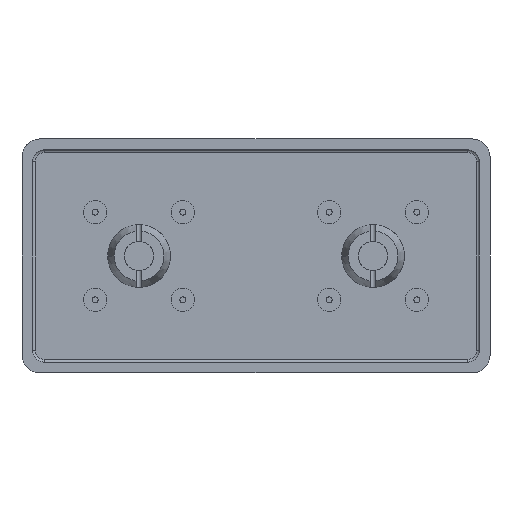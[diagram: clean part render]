
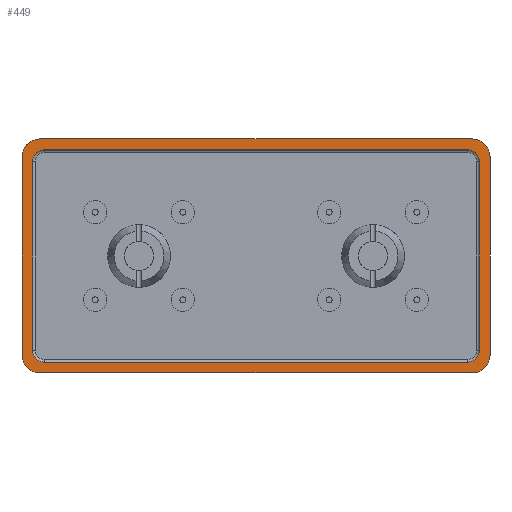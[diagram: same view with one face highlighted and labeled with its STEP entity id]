
A CAD part, left-side view. The second image highlights one B-rep face of the part: STEP entity #449.
In plain terms, the highlighted planar face has unit normal (-1, 0, 0).
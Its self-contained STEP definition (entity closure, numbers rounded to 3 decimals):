
#9 = AXIS2_PLACEMENT_3D ( 'NONE', #2497, #1710, #1437 ) ;
#18 = VERTEX_POINT ( 'NONE', #1843 ) ;
#41 = CARTESIAN_POINT ( 'NONE',  ( 0., 37., -20. ) ) ;
#45 = CARTESIAN_POINT ( 'NONE',  ( 0., -36.2, 18.15 ) ) ;
#60 = LINE ( 'NONE', #2355, #2793 ) ;
#98 = VECTOR ( 'NONE', #1743, 1000. ) ;
#124 = DIRECTION ( 'NONE',  ( 0., 0., -1. ) ) ;
#131 = CARTESIAN_POINT ( 'NONE',  ( 0., 38.2, 16.15 ) ) ;
#174 = VERTEX_POINT ( 'NONE', #2989 ) ;
#207 = VERTEX_POINT ( 'NONE', #1413 ) ;
#255 = LINE ( 'NONE', #2247, #2285 ) ;
#256 = ORIENTED_EDGE ( 'NONE', *, *, #2031, .F. ) ;
#270 = DIRECTION ( 'NONE',  ( 0., 1., 0. ) ) ;
#285 = ORIENTED_EDGE ( 'NONE', *, *, #2635, .F. ) ;
#286 = ORIENTED_EDGE ( 'NONE', *, *, #1874, .F. ) ;
#294 = EDGE_CURVE ( 'NONE', #2741, #3025, #2509, .T. ) ;
#308 = EDGE_CURVE ( 'NONE', #18, #3284, #1098, .T. ) ;
#350 = CARTESIAN_POINT ( 'NONE',  ( 0., -40., -17. ) ) ;
#449 = ADVANCED_FACE ( 'NONE', ( #2253, #599 ), #500, .F. ) ;
#455 = ORIENTED_EDGE ( 'NONE', *, *, #1451, .F. ) ;
#472 = ORIENTED_EDGE ( 'NONE', *, *, #655, .F. ) ;
#500 = PLANE ( 'NONE',  #2070 ) ;
#571 = LINE ( 'NONE', #2823, #3264 ) ;
#587 = CARTESIAN_POINT ( 'NONE',  ( 0., -37., -17. ) ) ;
#599 = FACE_BOUND ( 'NONE', #2887, .T. ) ;
#631 = AXIS2_PLACEMENT_3D ( 'NONE', #1695, #3384, #1790 ) ;
#655 = EDGE_CURVE ( 'NONE', #1191, #2612, #1888, .T. ) ;
#748 = VERTEX_POINT ( 'NONE', #3034 ) ;
#778 = DIRECTION ( 'NONE',  ( -1., 0., 0. ) ) ;
#800 = DIRECTION ( 'NONE',  ( 0., 0., -1. ) ) ;
#807 = ORIENTED_EDGE ( 'NONE', *, *, #1712, .F. ) ;
#813 = CIRCLE ( 'NONE', #981, 3. ) ;
#832 = DIRECTION ( 'NONE',  ( 0., 0., 1. ) ) ;
#857 = DIRECTION ( 'NONE',  ( 0., 0., -1. ) ) ;
#910 = DIRECTION ( 'NONE',  ( 1., 0., 0. ) ) ;
#915 = LINE ( 'NONE', #1343, #2291 ) ;
#981 = AXIS2_PLACEMENT_3D ( 'NONE', #2505, #910, #124 ) ;
#1056 = CARTESIAN_POINT ( 'NONE',  ( 0., -36.2, -18.15 ) ) ;
#1091 = CARTESIAN_POINT ( 'NONE',  ( 0., 36.2, 18.15 ) ) ;
#1093 = EDGE_CURVE ( 'NONE', #2290, #18, #1122, .T. ) ;
#1098 = LINE ( 'NONE', #3317, #1724 ) ;
#1120 = CARTESIAN_POINT ( 'NONE',  ( 0., -38.2, 16.15 ) ) ;
#1122 = CIRCLE ( 'NONE', #2052, 3. ) ;
#1191 = VERTEX_POINT ( 'NONE', #1120 ) ;
#1246 = ORIENTED_EDGE ( 'NONE', *, *, #2536, .F. ) ;
#1295 = CARTESIAN_POINT ( 'NONE',  ( 0., 36.2, 16.15 ) ) ;
#1343 = CARTESIAN_POINT ( 'NONE',  ( 0., -38.2, -8.075 ) ) ;
#1347 = VECTOR ( 'NONE', #2000, 1000. ) ;
#1413 = CARTESIAN_POINT ( 'NONE',  ( 0., 40., -17. ) ) ;
#1437 = DIRECTION ( 'NONE',  ( 0., 0., -1. ) ) ;
#1451 = EDGE_CURVE ( 'NONE', #2904, #1944, #3254, .T. ) ;
#1482 = DIRECTION ( 'NONE',  ( 0., 0., -1. ) ) ;
#1497 = EDGE_CURVE ( 'NONE', #174, #2741, #1997, .T. ) ;
#1579 = DIRECTION ( 'NONE',  ( 0., 0., -1. ) ) ;
#1623 = CARTESIAN_POINT ( 'NONE',  ( 0., 37., 17. ) ) ;
#1645 = CARTESIAN_POINT ( 'NONE',  ( 0., -37., 20. ) ) ;
#1693 = CARTESIAN_POINT ( 'NONE',  ( 0., 18.1, -18.15 ) ) ;
#1695 = CARTESIAN_POINT ( 'NONE',  ( 0., -36.2, -16.15 ) ) ;
#1710 = DIRECTION ( 'NONE',  ( 1., 0., 0. ) ) ;
#1712 = EDGE_CURVE ( 'NONE', #3025, #2290, #255, .T. ) ;
#1714 = LINE ( 'NONE', #1693, #2216 ) ;
#1724 = VECTOR ( 'NONE', #3026, 1000. ) ;
#1743 = DIRECTION ( 'NONE',  ( 0., 0., -1. ) ) ;
#1779 = DIRECTION ( 'NONE',  ( 0., 1., 0. ) ) ;
#1790 = DIRECTION ( 'NONE',  ( 0., 0., -1. ) ) ;
#1828 = ORIENTED_EDGE ( 'NONE', *, *, #3225, .F. ) ;
#1843 = CARTESIAN_POINT ( 'NONE',  ( 0., -37., -20. ) ) ;
#1870 = CARTESIAN_POINT ( 'NONE',  ( 0., 40., 17. ) ) ;
#1874 = EDGE_CURVE ( 'NONE', #2612, #2195, #571, .T. ) ;
#1888 = CIRCLE ( 'NONE', #2237, 2. ) ;
#1894 = DIRECTION ( 'NONE',  ( 1., 0., 0. ) ) ;
#1944 = VERTEX_POINT ( 'NONE', #2809 ) ;
#1972 = ORIENTED_EDGE ( 'NONE', *, *, #1093, .F. ) ;
#1997 = LINE ( 'NONE', #3333, #1347 ) ;
#2000 = DIRECTION ( 'NONE',  ( 0., -1., 0. ) ) ;
#2031 = EDGE_CURVE ( 'NONE', #2195, #2904, #2637, .T. ) ;
#2052 = AXIS2_PLACEMENT_3D ( 'NONE', #587, #3297, #857 ) ;
#2070 = AXIS2_PLACEMENT_3D ( 'NONE', #2349, #2614, #2886 ) ;
#2071 = DIRECTION ( 'NONE',  ( 0., 0., 1. ) ) ;
#2156 = ORIENTED_EDGE ( 'NONE', *, *, #294, .F. ) ;
#2189 = ORIENTED_EDGE ( 'NONE', *, *, #2383, .F. ) ;
#2195 = VERTEX_POINT ( 'NONE', #1091 ) ;
#2196 = EDGE_CURVE ( 'NONE', #748, #3286, #1714, .T. ) ;
#2216 = VECTOR ( 'NONE', #3011, 1000. ) ;
#2237 = AXIS2_PLACEMENT_3D ( 'NONE', #2779, #3375, #1482 ) ;
#2247 = CARTESIAN_POINT ( 'NONE',  ( 0., -40., -8.5 ) ) ;
#2253 = FACE_OUTER_BOUND ( 'NONE', #2859, .T. ) ;
#2268 = CARTESIAN_POINT ( 'NONE',  ( 0., -40., 17. ) ) ;
#2285 = VECTOR ( 'NONE', #2798, 1000. ) ;
#2290 = VERTEX_POINT ( 'NONE', #350 ) ;
#2291 = VECTOR ( 'NONE', #832, 1000. ) ;
#2301 = CIRCLE ( 'NONE', #2571, 2. ) ;
#2349 = CARTESIAN_POINT ( 'NONE',  ( 0., 0., 0. ) ) ;
#2355 = CARTESIAN_POINT ( 'NONE',  ( 0., 40., 8.5 ) ) ;
#2383 = EDGE_CURVE ( 'NONE', #3286, #2473, #2421, .T. ) ;
#2390 = EDGE_CURVE ( 'NONE', #3284, #207, #813, .T. ) ;
#2421 = CIRCLE ( 'NONE', #631, 2. ) ;
#2423 = ORIENTED_EDGE ( 'NONE', *, *, #2196, .F. ) ;
#2473 = VERTEX_POINT ( 'NONE', #3106 ) ;
#2474 = ORIENTED_EDGE ( 'NONE', *, *, #1497, .F. ) ;
#2497 = CARTESIAN_POINT ( 'NONE',  ( 0., -37., 17. ) ) ;
#2505 = CARTESIAN_POINT ( 'NONE',  ( 0., 37., -17. ) ) ;
#2509 = CIRCLE ( 'NONE', #9, 3. ) ;
#2531 = AXIS2_PLACEMENT_3D ( 'NONE', #1295, #778, #1579 ) ;
#2536 = EDGE_CURVE ( 'NONE', #207, #3247, #60, .T. ) ;
#2540 = CIRCLE ( 'NONE', #3076, 3. ) ;
#2571 = AXIS2_PLACEMENT_3D ( 'NONE', #3216, #3237, #270 ) ;
#2612 = VERTEX_POINT ( 'NONE', #45 ) ;
#2614 = DIRECTION ( 'NONE',  ( 1., 0., 0. ) ) ;
#2635 = EDGE_CURVE ( 'NONE', #2473, #1191, #915, .T. ) ;
#2637 = CIRCLE ( 'NONE', #2531, 2. ) ;
#2671 = ORIENTED_EDGE ( 'NONE', *, *, #2673, .F. ) ;
#2673 = EDGE_CURVE ( 'NONE', #3247, #174, #2540, .T. ) ;
#2740 = ORIENTED_EDGE ( 'NONE', *, *, #308, .F. ) ;
#2741 = VERTEX_POINT ( 'NONE', #1645 ) ;
#2779 = CARTESIAN_POINT ( 'NONE',  ( 0., -36.2, 16.15 ) ) ;
#2793 = VECTOR ( 'NONE', #2071, 1000. ) ;
#2798 = DIRECTION ( 'NONE',  ( 0., 0., -1. ) ) ;
#2809 = CARTESIAN_POINT ( 'NONE',  ( 0., 38.2, -16.15 ) ) ;
#2823 = CARTESIAN_POINT ( 'NONE',  ( 0., -18.1, 18.15 ) ) ;
#2859 = EDGE_LOOP ( 'NONE', ( #3088, #2740, #1972, #807, #2156, #2474, #2671, #1246 ) ) ;
#2886 = DIRECTION ( 'NONE',  ( 0., 0., -1. ) ) ;
#2887 = EDGE_LOOP ( 'NONE', ( #1828, #455, #256, #286, #472, #285, #2189, #2423 ) ) ;
#2904 = VERTEX_POINT ( 'NONE', #131 ) ;
#2989 = CARTESIAN_POINT ( 'NONE',  ( 0., 37., 20. ) ) ;
#3011 = DIRECTION ( 'NONE',  ( 0., -1., 0. ) ) ;
#3025 = VERTEX_POINT ( 'NONE', #2268 ) ;
#3026 = DIRECTION ( 'NONE',  ( 0., 1., 0. ) ) ;
#3034 = CARTESIAN_POINT ( 'NONE',  ( 0., 36.2, -18.15 ) ) ;
#3076 = AXIS2_PLACEMENT_3D ( 'NONE', #1623, #1894, #800 ) ;
#3088 = ORIENTED_EDGE ( 'NONE', *, *, #2390, .F. ) ;
#3106 = CARTESIAN_POINT ( 'NONE',  ( 0., -38.2, -16.15 ) ) ;
#3216 = CARTESIAN_POINT ( 'NONE',  ( 0., 36.2, -16.15 ) ) ;
#3225 = EDGE_CURVE ( 'NONE', #1944, #748, #2301, .T. ) ;
#3237 = DIRECTION ( 'NONE',  ( -1., 0., 0. ) ) ;
#3247 = VERTEX_POINT ( 'NONE', #1870 ) ;
#3254 = LINE ( 'NONE', #3377, #98 ) ;
#3264 = VECTOR ( 'NONE', #1779, 1000. ) ;
#3284 = VERTEX_POINT ( 'NONE', #41 ) ;
#3286 = VERTEX_POINT ( 'NONE', #1056 ) ;
#3297 = DIRECTION ( 'NONE',  ( 1., 0., 0. ) ) ;
#3317 = CARTESIAN_POINT ( 'NONE',  ( 0., 18.5, -20. ) ) ;
#3333 = CARTESIAN_POINT ( 'NONE',  ( 0., -18.5, 20. ) ) ;
#3375 = DIRECTION ( 'NONE',  ( -1., 0., 0. ) ) ;
#3377 = CARTESIAN_POINT ( 'NONE',  ( 0., 38.2, 8.075 ) ) ;
#3384 = DIRECTION ( 'NONE',  ( -1., 0., 0. ) ) ;
